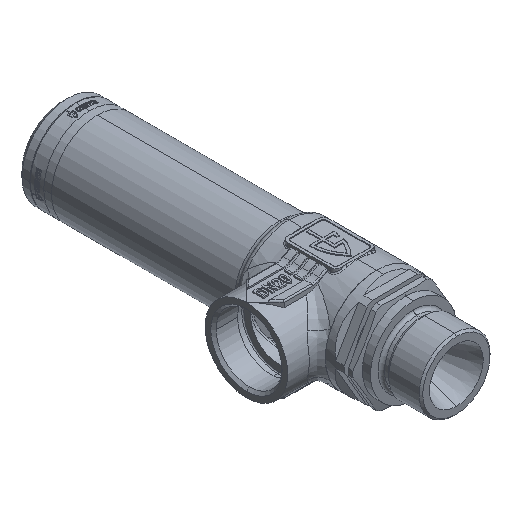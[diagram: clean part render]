
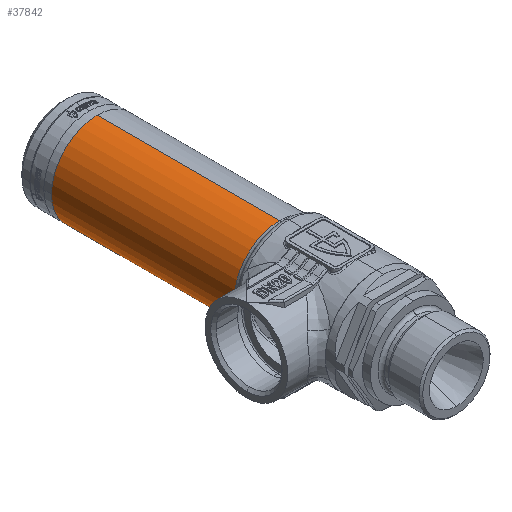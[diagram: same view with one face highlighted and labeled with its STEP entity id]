
A CAD part, isometric view. The second image highlights one B-rep face of the part: STEP entity #37842.
In plain terms, the highlighted cylindrical face has radius 17 mm (diameter 34 mm), a partial arc.
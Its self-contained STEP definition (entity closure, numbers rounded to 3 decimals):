
#6 = AXIS2_PLACEMENT_3D ( 'NONE', #38955, #17534, #39095 ) ;
#1092 = ORIENTED_EDGE ( 'NONE', *, *, #29777, .F. ) ;
#1448 = CYLINDRICAL_SURFACE ( 'NONE', #6, 17. ) ;
#2377 = LINE ( 'NONE', #21861, #10525 ) ;
#4335 = EDGE_CURVE ( 'NONE', #14827, #23211, #24070, .T. ) ;
#5720 = VERTEX_POINT ( 'NONE', #29412 ) ;
#6185 = DIRECTION ( 'NONE',  ( 0., 1., 0. ) ) ;
#6554 = EDGE_CURVE ( 'NONE', #5720, #39587, #2377, .T. ) ;
#9205 = EDGE_CURVE ( 'NONE', #39587, #23211, #28750, .T. ) ;
#10525 = VECTOR ( 'NONE', #24927, 1000. ) ;
#11894 = CARTESIAN_POINT ( 'NONE',  ( 0., 133.8, 17. ) ) ;
#12930 = AXIS2_PLACEMENT_3D ( 'NONE', #14166, #35608, #17252 ) ;
#13084 = CIRCLE ( 'NONE', #12930, 17. ) ;
#14166 = CARTESIAN_POINT ( 'NONE',  ( 0., 133.8, 0. ) ) ;
#14608 = ORIENTED_EDGE ( 'NONE', *, *, #4335, .F. ) ;
#14827 = VERTEX_POINT ( 'NONE', #34651 ) ;
#14962 = DIRECTION ( 'NONE',  ( 0., -1., 0. ) ) ;
#15189 = CARTESIAN_POINT ( 'NONE',  ( 0., 65.8, -17. ) ) ;
#16188 = ORIENTED_EDGE ( 'NONE', *, *, #9205, .T. ) ;
#17252 = DIRECTION ( 'NONE',  ( 0., 0., 1. ) ) ;
#17534 = DIRECTION ( 'NONE',  ( 0., -1., 0. ) ) ;
#21861 = CARTESIAN_POINT ( 'NONE',  ( 0., 133.8, -17. ) ) ;
#22007 = CARTESIAN_POINT ( 'NONE',  ( 0., 65.8, 17. ) ) ;
#23211 = VERTEX_POINT ( 'NONE', #22007 ) ;
#24070 = LINE ( 'NONE', #11894, #31270 ) ;
#24549 = CARTESIAN_POINT ( 'NONE',  ( 0., 65.8, 0. ) ) ;
#24927 = DIRECTION ( 'NONE',  ( 0., -1., 0. ) ) ;
#27628 = DIRECTION ( 'NONE',  ( 0., 0., 1. ) ) ;
#28750 = CIRCLE ( 'NONE', #35410, 17. ) ;
#29412 = CARTESIAN_POINT ( 'NONE',  ( 0., 133.8, -17. ) ) ;
#29777 = EDGE_CURVE ( 'NONE', #5720, #14827, #13084, .T. ) ;
#31270 = VECTOR ( 'NONE', #14962, 1000. ) ;
#34651 = CARTESIAN_POINT ( 'NONE',  ( 0., 133.8, 17. ) ) ;
#35410 = AXIS2_PLACEMENT_3D ( 'NONE', #24549, #6185, #27628 ) ;
#35421 = EDGE_LOOP ( 'NONE', ( #14608, #1092, #38889, #16188 ) ) ;
#35608 = DIRECTION ( 'NONE',  ( 0., 1., 0. ) ) ;
#37842 = ADVANCED_FACE ( 'NONE', ( #37937 ), #1448, .T. ) ;
#37937 = FACE_OUTER_BOUND ( 'NONE', #35421, .T. ) ;
#38889 = ORIENTED_EDGE ( 'NONE', *, *, #6554, .T. ) ;
#38955 = CARTESIAN_POINT ( 'NONE',  ( 0., 133.8, 0. ) ) ;
#39095 = DIRECTION ( 'NONE',  ( 0., 0., -1. ) ) ;
#39587 = VERTEX_POINT ( 'NONE', #15189 ) ;
